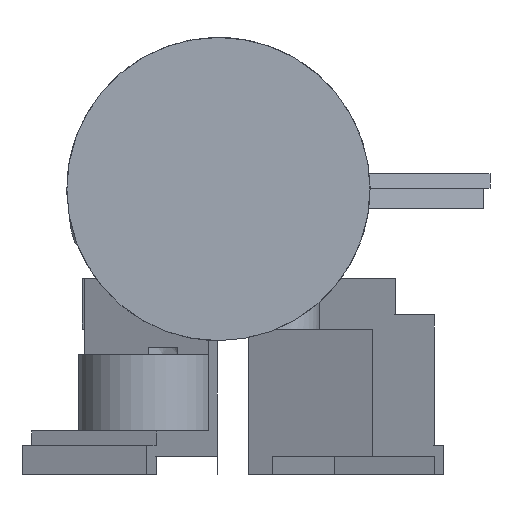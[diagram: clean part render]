
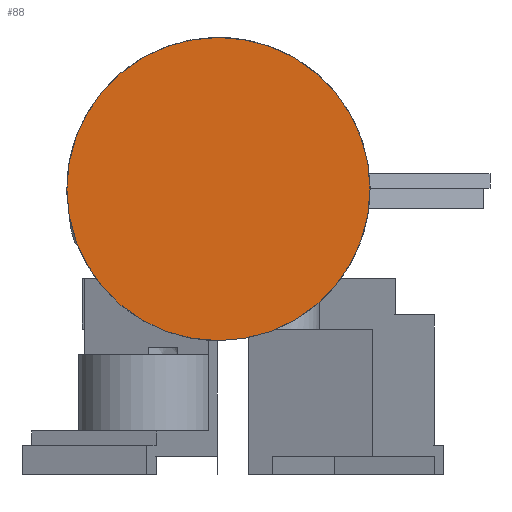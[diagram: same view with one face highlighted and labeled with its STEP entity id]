
A CAD part, left-side view. The second image highlights one B-rep face of the part: STEP entity #88.
In plain terms, the highlighted free-form (B-spline) face has degree [1, 1] with [2, 2] control points.
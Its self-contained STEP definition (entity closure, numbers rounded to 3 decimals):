
#88=ADVANCED_FACE('',(#262),#263,.F.);
#262=FACE_OUTER_BOUND('',#1969,.T.);
#263=B_SPLINE_SURFACE_WITH_KNOTS('',1,1,((#1970,#1971),(#1972,#1973)),.UNSPECIFIED.,.F.,.F.,.F.,(2,2),(2,2),(0.0,1.0),(0.0,1.0),.UNSPECIFIED.);
#1969=EDGE_LOOP('',(#3174));
#1970=CARTESIAN_POINT('',(-49.5,-20.054,41.964));
#1971=CARTESIAN_POINT('',(-49.5,22.15,41.964));
#1972=CARTESIAN_POINT('',(-49.5,-20.054,-0.241));
#1973=CARTESIAN_POINT('',(-49.5,22.15,-0.241));
#3174=ORIENTED_EDGE('',*,*,#3873,.F.);
#3873=EDGE_CURVE('',#4462,#4462,#4463,.T.);
#4462=VERTEX_POINT('',#6249);
#4463=CIRCLE('',#6250,20.852);
#6249=CARTESIAN_POINT('',(-49.5,1.048,0.009));
#6250=AXIS2_PLACEMENT_3D('',#6928,#6929,#6930);
#6928=CARTESIAN_POINT('',(-49.5,1.048,20.861));
#6929=DIRECTION('',(1.0,0.0,0.0));
#6930=DIRECTION('',(0.0,0.0,-1.0));
